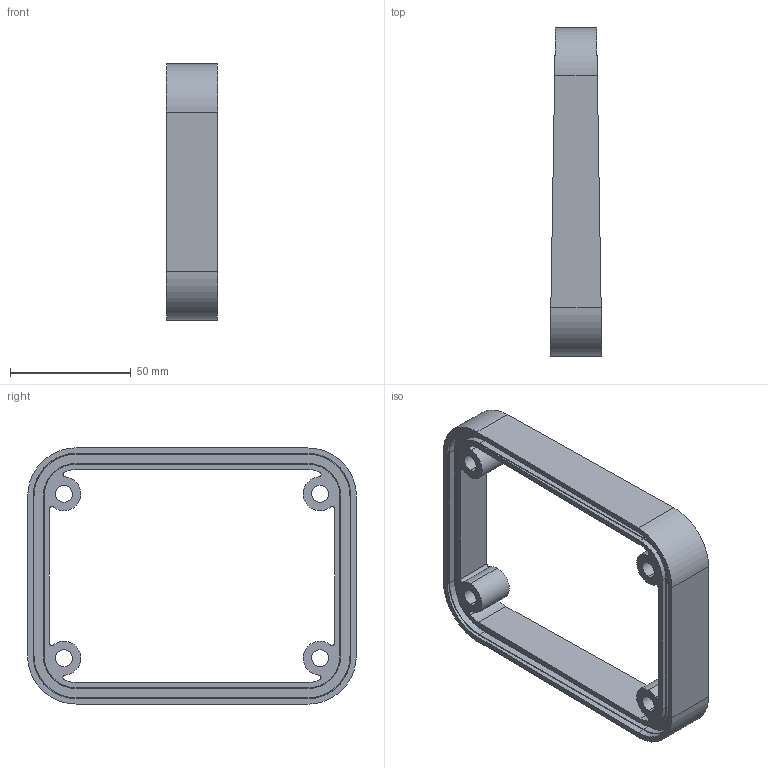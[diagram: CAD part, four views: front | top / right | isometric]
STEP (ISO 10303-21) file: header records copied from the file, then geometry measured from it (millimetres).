
FILE_DESCRIPTION(('STEP AP242'),'1');
FILE_NAME('nsyum27180.stp','2021-09-28T15:59:06',('TraceParts'),('TraceParts S.A.'),'Spatial InterOp 3D',' ',' ');
FILE_SCHEMA(('AP242_MANAGED_MODEL_BASED_3D_ENGINEERING_MIM_LF {1 0 10303 442 1 1 4}'));
Length unit declared in the file: millimetre
Products named in the file (1): nsyum27180
Bounding box: 21.5 x 136 x 106 mm (x, y, z)
Volume: 56418.6 mm3; surface area: 40203 mm2
Topology: 1 solids, 1 shells, 131 faces, 360 edges, 240 vertices
Faces by surface type: cylinder 72, plane 59
Entity records: 4801 total; most frequent: CARTESIAN_POINT 1524, ORIENTED_EDGE 720, DIRECTION 606, EDGE_CURVE 360, VERTEX_POINT 240, LINE 214, VECTOR 214, AXIS2_PLACEMENT_3D 196
